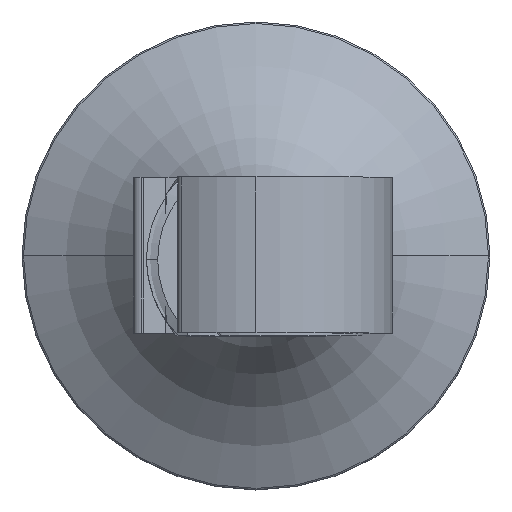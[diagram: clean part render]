
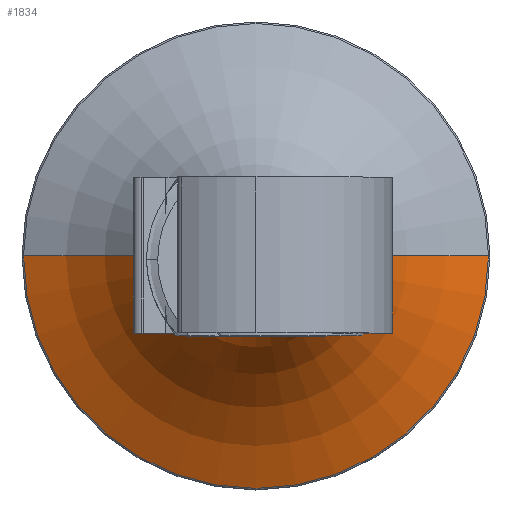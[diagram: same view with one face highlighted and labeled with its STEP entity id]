
A CAD part, top view. The second image highlights one B-rep face of the part: STEP entity #1834.
In plain terms, the highlighted toroidal (fillet/blend) face has major radius 42.174 mm and minor radius 35.174 mm.
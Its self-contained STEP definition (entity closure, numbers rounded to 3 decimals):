
#43 = VERTEX_POINT ( 'NONE', #1063 ) ;
#96 = DIRECTION ( 'NONE',  ( 0., 1., 0. ) ) ;
#115 = ORIENTED_EDGE ( 'NONE', *, *, #1172, .T. ) ;
#218 = CIRCLE ( 'NONE', #248, 7.001 ) ;
#248 = AXIS2_PLACEMENT_3D ( 'NONE', #441, #445, #452 ) ;
#374 = CIRCLE ( 'NONE', #1536, 29.805 ) ;
#405 = CARTESIAN_POINT ( 'NONE',  ( 0., 37., 0. ) ) ;
#441 = CARTESIAN_POINT ( 'NONE',  ( 0., 36.703, 0. ) ) ;
#445 = DIRECTION ( 'NONE',  ( 0., -1., 0. ) ) ;
#452 = DIRECTION ( 'NONE',  ( 0., 0., 1. ) ) ;
#511 = CARTESIAN_POINT ( 'NONE',  ( 0., 36.703, 7.001 ) ) ;
#596 = CIRCLE ( 'NONE', #1457, 35.174 ) ;
#622 = VERTEX_POINT ( 'NONE', #1720 ) ;
#717 = EDGE_CURVE ( 'NONE', #622, #43, #596, .T. ) ;
#737 = EDGE_CURVE ( 'NONE', #1194, #862, #1115, .T. ) ;
#814 = EDGE_CURVE ( 'NONE', #43, #862, #374, .T. ) ;
#862 = VERTEX_POINT ( 'NONE', #1424 ) ;
#911 = ORIENTED_EDGE ( 'NONE', *, *, #737, .F. ) ;
#1063 = CARTESIAN_POINT ( 'NONE',  ( 0., 4.072, -29.805 ) ) ;
#1085 = ORIENTED_EDGE ( 'NONE', *, *, #814, .T. ) ;
#1115 = CIRCLE ( 'NONE', #1355, 35.174 ) ;
#1172 = EDGE_CURVE ( 'NONE', #1194, #622, #218, .T. ) ;
#1194 = VERTEX_POINT ( 'NONE', #511 ) ;
#1238 = DIRECTION ( 'NONE',  ( 0., 0., 1. ) ) ;
#1326 = EDGE_LOOP ( 'NONE', ( #115, #1545, #1085, #911 ) ) ;
#1355 = AXIS2_PLACEMENT_3D ( 'NONE', #1735, #1779, #1899 ) ;
#1424 = CARTESIAN_POINT ( 'NONE',  ( 0., 4.072, 29.805 ) ) ;
#1457 = AXIS2_PLACEMENT_3D ( 'NONE', #1640, #1716, #1845 ) ;
#1466 = TOROIDAL_SURFACE ( 'NONE', #1493, 42.174, 35.174 ) ;
#1472 = DIRECTION ( 'NONE',  ( 0., 1., 0. ) ) ;
#1493 = AXIS2_PLACEMENT_3D ( 'NONE', #405, #96, #1238 ) ;
#1507 = CARTESIAN_POINT ( 'NONE',  ( 0., 4.072, 0. ) ) ;
#1536 = AXIS2_PLACEMENT_3D ( 'NONE', #1507, #1472, #1555 ) ;
#1545 = ORIENTED_EDGE ( 'NONE', *, *, #717, .T. ) ;
#1555 = DIRECTION ( 'NONE',  ( 0., 0., 1. ) ) ;
#1640 = CARTESIAN_POINT ( 'NONE',  ( 0., 37., -42.174 ) ) ;
#1716 = DIRECTION ( 'NONE',  ( 1., 0., 0. ) ) ;
#1720 = CARTESIAN_POINT ( 'NONE',  ( 0., 36.703, -7.001 ) ) ;
#1735 = CARTESIAN_POINT ( 'NONE',  ( 0., 37., 42.174 ) ) ;
#1779 = DIRECTION ( 'NONE',  ( -1., 0., 0. ) ) ;
#1834 = ADVANCED_FACE ( 'NONE', ( #1876 ), #1466, .F. ) ;
#1845 = DIRECTION ( 'NONE',  ( 0., 0., -1. ) ) ;
#1876 = FACE_OUTER_BOUND ( 'NONE', #1326, .T. ) ;
#1899 = DIRECTION ( 'NONE',  ( 0., 0., 1. ) ) ;
